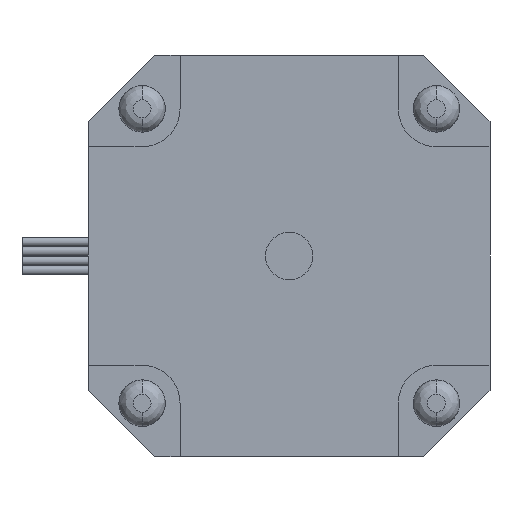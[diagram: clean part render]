
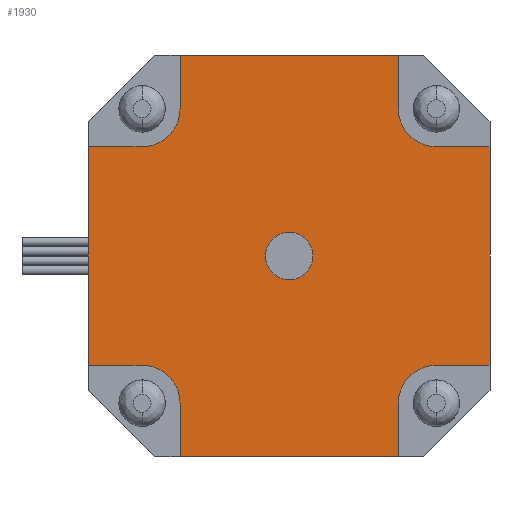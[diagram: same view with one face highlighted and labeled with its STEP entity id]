
A CAD part, front view. The second image highlights one B-rep face of the part: STEP entity #1930.
In plain terms, the highlighted planar face has unit normal (0, -1, 0).
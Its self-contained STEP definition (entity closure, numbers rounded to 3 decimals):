
#382=DIRECTION('',(0.,0.,-1.));
#383=VECTOR('',#382,5.65);
#384=CARTESIAN_POINT('',(-11.5,-48.,21.15));
#385=LINE('',#384,#383);
#386=DIRECTION('',(1.,0.,0.));
#387=VECTOR('',#386,23.);
#388=CARTESIAN_POINT('',(-11.5,-48.,21.15));
#389=LINE('',#388,#387);
#390=DIRECTION('',(0.,0.,-1.));
#391=VECTOR('',#390,5.65);
#392=CARTESIAN_POINT('',(11.5,-48.,21.15));
#393=LINE('',#392,#391);
#394=CARTESIAN_POINT('',(15.5,-48.,15.5));
#395=DIRECTION('',(0.,1.,0.));
#396=DIRECTION('',(0.,0.,-1.));
#397=AXIS2_PLACEMENT_3D('',#394,#395,#396);
#399=DIRECTION('',(-1.,0.,0.));
#400=VECTOR('',#399,5.65);
#401=CARTESIAN_POINT('',(21.15,-48.,11.5));
#402=LINE('',#401,#400);
#403=DIRECTION('',(0.,0.,-1.));
#404=VECTOR('',#403,23.);
#405=CARTESIAN_POINT('',(21.15,-48.,11.5));
#406=LINE('',#405,#404);
#407=DIRECTION('',(-1.,0.,0.));
#408=VECTOR('',#407,5.65);
#409=CARTESIAN_POINT('',(21.15,-48.,-11.5));
#410=LINE('',#409,#408);
#411=CARTESIAN_POINT('',(15.5,-48.,-15.5));
#412=DIRECTION('',(0.,-1.,0.));
#413=DIRECTION('',(0.,0.,1.));
#414=AXIS2_PLACEMENT_3D('',#411,#412,#413);
#416=DIRECTION('',(0.,0.,1.));
#417=VECTOR('',#416,5.65);
#418=CARTESIAN_POINT('',(11.5,-48.,-21.15));
#419=LINE('',#418,#417);
#420=DIRECTION('',(-1.,0.,0.));
#421=VECTOR('',#420,23.);
#422=CARTESIAN_POINT('',(11.5,-48.,-21.15));
#423=LINE('',#422,#421);
#424=DIRECTION('',(0.,0.,1.));
#425=VECTOR('',#424,5.65);
#426=CARTESIAN_POINT('',(-11.5,-48.,-21.15));
#427=LINE('',#426,#425);
#428=CARTESIAN_POINT('',(-15.5,-48.,-15.5));
#429=DIRECTION('',(0.,1.,0.));
#430=DIRECTION('',(0.,0.,1.));
#431=AXIS2_PLACEMENT_3D('',#428,#429,#430);
#433=DIRECTION('',(1.,0.,0.));
#434=VECTOR('',#433,5.65);
#435=CARTESIAN_POINT('',(-21.15,-48.,-11.5));
#436=LINE('',#435,#434);
#437=DIRECTION('',(0.,0.,1.));
#438=VECTOR('',#437,23.);
#439=CARTESIAN_POINT('',(-21.15,-48.,-11.5));
#440=LINE('',#439,#438);
#441=DIRECTION('',(1.,0.,0.));
#442=VECTOR('',#441,5.65);
#443=CARTESIAN_POINT('',(-21.15,-48.,11.5));
#444=LINE('',#443,#442);
#445=CARTESIAN_POINT('',(-15.5,-48.,15.5));
#446=DIRECTION('',(0.,-1.,0.));
#447=DIRECTION('',(0.,0.,-1.));
#448=AXIS2_PLACEMENT_3D('',#445,#446,#447);
#450=CARTESIAN_POINT('',(0.,-48.,0.));
#451=DIRECTION('',(0.,-1.,0.));
#452=DIRECTION('',(0.,0.,-1.));
#453=AXIS2_PLACEMENT_3D('',#450,#451,#452);
#455=CARTESIAN_POINT('',(0.,-48.,0.));
#456=DIRECTION('',(0.,-1.,0.));
#457=DIRECTION('',(0.,0.,1.));
#458=AXIS2_PLACEMENT_3D('',#455,#456,#457);
#1205=CARTESIAN_POINT('',(11.5,-48.,-21.15));
#1206=CARTESIAN_POINT('',(11.5,-48.,-15.5));
#1207=VERTEX_POINT('',#1205);
#1208=VERTEX_POINT('',#1206);
#1209=CARTESIAN_POINT('',(21.15,-48.,-11.5));
#1210=CARTESIAN_POINT('',(15.5,-48.,-11.5));
#1211=VERTEX_POINT('',#1209);
#1212=VERTEX_POINT('',#1210);
#1241=CARTESIAN_POINT('',(11.5,-48.,15.5));
#1242=VERTEX_POINT('',#1241);
#1243=CARTESIAN_POINT('',(15.5,-48.,11.5));
#1244=VERTEX_POINT('',#1243);
#1245=CARTESIAN_POINT('',(11.5,-48.,21.15));
#1246=VERTEX_POINT('',#1245);
#1247=CARTESIAN_POINT('',(21.15,-48.,11.5));
#1248=VERTEX_POINT('',#1247);
#1273=CARTESIAN_POINT('',(-11.5,-48.,-15.5));
#1274=VERTEX_POINT('',#1273);
#1275=CARTESIAN_POINT('',(-15.5,-48.,-11.5));
#1276=VERTEX_POINT('',#1275);
#1285=CARTESIAN_POINT('',(-11.5,-48.,15.5));
#1286=VERTEX_POINT('',#1285);
#1287=CARTESIAN_POINT('',(-15.5,-48.,11.5));
#1288=VERTEX_POINT('',#1287);
#1289=CARTESIAN_POINT('',(-11.5,-48.,-21.15));
#1290=VERTEX_POINT('',#1289);
#1291=CARTESIAN_POINT('',(-21.15,-48.,-11.5));
#1292=VERTEX_POINT('',#1291);
#1309=CARTESIAN_POINT('',(-11.5,-48.,21.15));
#1310=VERTEX_POINT('',#1309);
#1311=CARTESIAN_POINT('',(-21.15,-48.,11.5));
#1312=VERTEX_POINT('',#1311);
#1333=CARTESIAN_POINT('',(0.,-48.,-2.5));
#1334=CARTESIAN_POINT('',(0.,-48.,2.5));
#1335=VERTEX_POINT('',#1333);
#1336=VERTEX_POINT('',#1334);
#1891=CARTESIAN_POINT('',(0.,-48.,0.));
#1892=DIRECTION('',(0.,1.,0.));
#1893=DIRECTION('',(1.,0.,0.));
#1894=AXIS2_PLACEMENT_3D('',#1891,#1892,#1893);
#1895=PLANE('',#1894);
#1897=ORIENTED_EDGE('',*,*,#1896,.F.);
#1899=ORIENTED_EDGE('',*,*,#1898,.T.);
#1900=ORIENTED_EDGE('',*,*,#1857,.T.);
#1901=ORIENTED_EDGE('',*,*,#1873,.F.);
#1902=ORIENTED_EDGE('',*,*,#1885,.F.);
#1903=ORIENTED_EDGE('',*,*,#1818,.T.);
#1905=ORIENTED_EDGE('',*,*,#1904,.T.);
#1907=ORIENTED_EDGE('',*,*,#1906,.T.);
#1909=ORIENTED_EDGE('',*,*,#1908,.F.);
#1910=ORIENTED_EDGE('',*,*,#1752,.T.);
#1912=ORIENTED_EDGE('',*,*,#1911,.T.);
#1914=ORIENTED_EDGE('',*,*,#1913,.F.);
#1916=ORIENTED_EDGE('',*,*,#1915,.F.);
#1917=ORIENTED_EDGE('',*,*,#1679,.T.);
#1919=ORIENTED_EDGE('',*,*,#1918,.T.);
#1921=ORIENTED_EDGE('',*,*,#1920,.T.);
#1922=EDGE_LOOP('',(#1897,#1899,#1900,#1901,#1902,#1903,#1905,#1907,#1909,#1910,
#1912,#1914,#1916,#1917,#1919,#1921));
#1923=FACE_OUTER_BOUND('',#1922,.F.);
#1925=ORIENTED_EDGE('',*,*,#1924,.T.);
#1927=ORIENTED_EDGE('',*,*,#1926,.T.);
#1928=EDGE_LOOP('',(#1925,#1927));
#1929=FACE_BOUND('',#1928,.F.);
#398=CIRCLE('',#397,4.);
#415=CIRCLE('',#414,4.);
#432=CIRCLE('',#431,4.);
#449=CIRCLE('',#448,4.);
#454=CIRCLE('',#453,2.5);
#459=CIRCLE('',#458,2.5);
#1679=EDGE_CURVE('',#1292,#1312,#440,.T.);
#1752=EDGE_CURVE('',#1207,#1290,#423,.T.);
#1818=EDGE_CURVE('',#1248,#1211,#406,.T.);
#1857=EDGE_CURVE('',#1246,#1242,#393,.T.);
#1873=EDGE_CURVE('',#1244,#1242,#398,.T.);
#1885=EDGE_CURVE('',#1248,#1244,#402,.T.);
#1896=EDGE_CURVE('',#1310,#1286,#385,.T.);
#1898=EDGE_CURVE('',#1310,#1246,#389,.T.);
#1904=EDGE_CURVE('',#1211,#1212,#410,.T.);
#1906=EDGE_CURVE('',#1212,#1208,#415,.T.);
#1908=EDGE_CURVE('',#1207,#1208,#419,.T.);
#1911=EDGE_CURVE('',#1290,#1274,#427,.T.);
#1913=EDGE_CURVE('',#1276,#1274,#432,.T.);
#1915=EDGE_CURVE('',#1292,#1276,#436,.T.);
#1918=EDGE_CURVE('',#1312,#1288,#444,.T.);
#1920=EDGE_CURVE('',#1288,#1286,#449,.T.);
#1924=EDGE_CURVE('',#1335,#1336,#454,.T.);
#1926=EDGE_CURVE('',#1336,#1335,#459,.T.);
#1930=ADVANCED_FACE('',(#1923,#1929),#1895,.F.);
